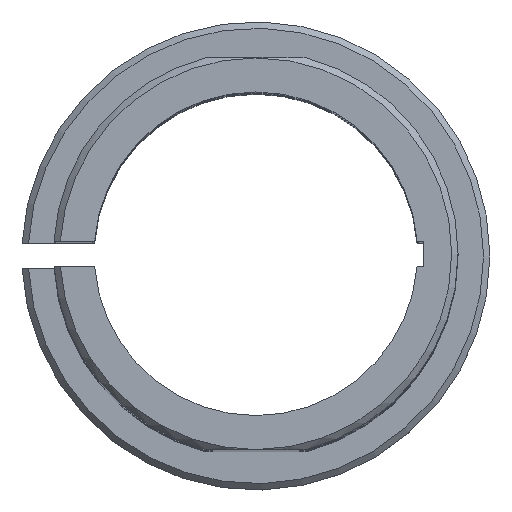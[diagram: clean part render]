
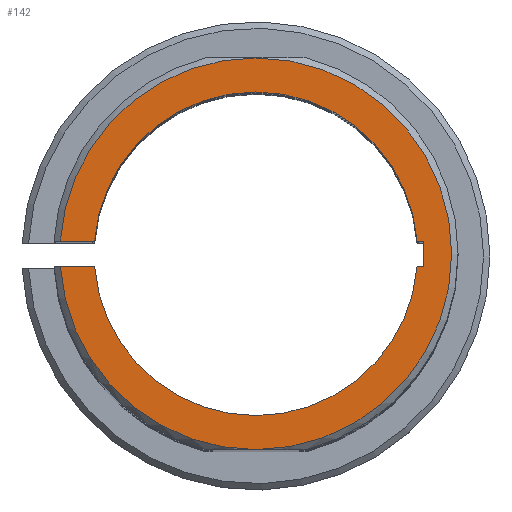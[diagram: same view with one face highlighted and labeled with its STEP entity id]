
A CAD part, top view. The second image highlights one B-rep face of the part: STEP entity #142.
In plain terms, the highlighted planar face has unit normal (0, 0, 1).
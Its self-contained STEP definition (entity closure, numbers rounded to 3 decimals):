
#32=PLANE('',#1309);
#142=ADVANCED_FACE('',(#229),#32,.F.);
#229=FACE_OUTER_BOUND('',#290,.T.);
#290=EDGE_LOOP('',(#682,#683,#684,#685,#686,#687,#688,#689,#690,#691));
#378=LINE('',#2039,#470);
#379=LINE('',#2040,#471);
#380=LINE('',#2042,#472);
#381=LINE('',#2044,#473);
#382=LINE('',#2045,#474);
#470=VECTOR('',#1615,1.);
#471=VECTOR('',#1616,1.);
#472=VECTOR('',#1617,1.);
#473=VECTOR('',#1618,1.);
#474=VECTOR('',#1619,1.);
#682=ORIENTED_EDGE('',*,*,#1105,.F.);
#683=ORIENTED_EDGE('',*,*,#1101,.T.);
#684=ORIENTED_EDGE('',*,*,#1106,.F.);
#685=ORIENTED_EDGE('',*,*,#1107,.F.);
#686=ORIENTED_EDGE('',*,*,#1108,.F.);
#687=ORIENTED_EDGE('',*,*,#1104,.T.);
#688=ORIENTED_EDGE('',*,*,#1109,.F.);
#689=ORIENTED_EDGE('',*,*,#1040,.T.);
#690=ORIENTED_EDGE('',*,*,#986,.T.);
#691=ORIENTED_EDGE('',*,*,#1042,.T.);
#864=VERTEX_POINT('',#1754);
#865=VERTEX_POINT('',#1759);
#898=VERTEX_POINT('',#1899);
#899=VERTEX_POINT('',#1906);
#940=VERTEX_POINT('',#2028);
#941=VERTEX_POINT('',#2030);
#942=VERTEX_POINT('',#2034);
#943=VERTEX_POINT('',#2036);
#944=VERTEX_POINT('',#2041);
#945=VERTEX_POINT('',#2043);
#986=EDGE_CURVE('',#864,#865,#1141,.T.);
#1040=EDGE_CURVE('',#898,#864,#1158,.T.);
#1042=EDGE_CURVE('',#865,#899,#1159,.T.);
#1101=EDGE_CURVE('',#940,#941,#1180,.T.);
#1104=EDGE_CURVE('',#942,#943,#1181,.T.);
#1105=EDGE_CURVE('',#940,#899,#378,.T.);
#1106=EDGE_CURVE('',#944,#941,#379,.T.);
#1107=EDGE_CURVE('',#945,#944,#380,.T.);
#1108=EDGE_CURVE('',#942,#945,#381,.T.);
#1109=EDGE_CURVE('',#898,#943,#382,.T.);
#1141=CIRCLE('',#1228,30.75);
#1158=CIRCLE('',#1264,30.75);
#1159=CIRCLE('',#1266,30.75);
#1180=CIRCLE('',#1305,25.4);
#1181=CIRCLE('',#1307,25.4);
#1228=AXIS2_PLACEMENT_3D('',#1760,#1389,#1390);
#1264=AXIS2_PLACEMENT_3D('',#1898,#1487,#1488);
#1266=AXIS2_PLACEMENT_3D('',#1905,#1491,#1492);
#1305=AXIS2_PLACEMENT_3D('',#2031,#1605,#1606);
#1307=AXIS2_PLACEMENT_3D('',#2037,#1611,#1612);
#1309=AXIS2_PLACEMENT_3D('',#2046,#1620,#1621);
#1389=DIRECTION('',(0.,0.,1.));
#1390=DIRECTION('',(0.,-1.,0.));
#1487=DIRECTION('',(0.,0.,1.));
#1488=DIRECTION('',(0.,-1.,0.));
#1491=DIRECTION('',(0.,0.,1.));
#1492=DIRECTION('',(0.,-1.,0.));
#1605=DIRECTION('',(0.,0.,-1.));
#1606=DIRECTION('',(0.,-1.,0.));
#1611=DIRECTION('',(0.,0.,-1.));
#1612=DIRECTION('',(0.,-1.,0.));
#1615=DIRECTION('',(-1.,0.,0.));
#1616=DIRECTION('',(-1.,0.,0.));
#1617=DIRECTION('',(0.,1.,0.));
#1618=DIRECTION('',(1.,0.,0.));
#1619=DIRECTION('',(1.,0.,0.));
#1620=DIRECTION('',(0.,0.,-1.));
#1621=DIRECTION('',(0.,1.,0.));
#1754=CARTESIAN_POINT('',(0.,-30.75,198.2));
#1759=CARTESIAN_POINT('',(0.,30.75,198.2));
#1760=CARTESIAN_POINT('',(0.,0.,198.2));
#1898=CARTESIAN_POINT('',(0.,0.,198.2));
#1899=CARTESIAN_POINT('',(-30.685,-2.,198.2));
#1905=CARTESIAN_POINT('',(0.,0.,198.2));
#1906=CARTESIAN_POINT('',(-30.685,2.,198.2));
#2028=CARTESIAN_POINT('',(-25.321,2.,198.2));
#2030=CARTESIAN_POINT('',(25.321,2.,198.2));
#2031=CARTESIAN_POINT('',(0.,0.,198.2));
#2034=CARTESIAN_POINT('',(25.321,-2.,198.2));
#2036=CARTESIAN_POINT('',(-25.321,-2.,198.2));
#2037=CARTESIAN_POINT('',(0.,0.,198.2));
#2039=CARTESIAN_POINT('',(26.4,2.,198.2));
#2040=CARTESIAN_POINT('',(26.4,2.,198.2));
#2041=CARTESIAN_POINT('',(26.4,2.,198.2));
#2042=CARTESIAN_POINT('',(26.4,-2.,198.2));
#2043=CARTESIAN_POINT('',(26.4,-2.,198.2));
#2044=CARTESIAN_POINT('',(-36.75,-2.,198.2));
#2045=CARTESIAN_POINT('',(-36.75,-2.,198.2));
#2046=CARTESIAN_POINT('',(25.4,0.,198.2));
